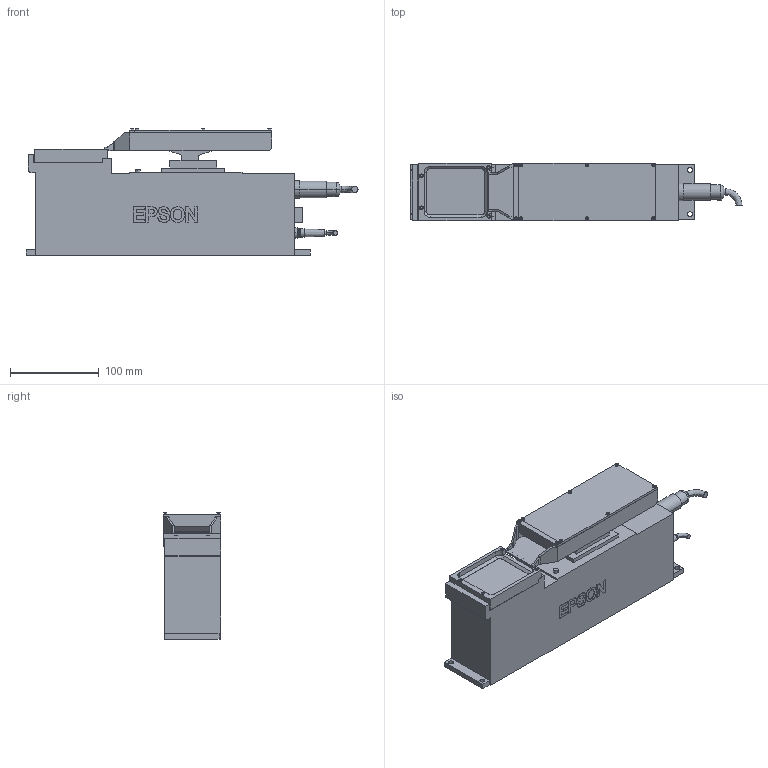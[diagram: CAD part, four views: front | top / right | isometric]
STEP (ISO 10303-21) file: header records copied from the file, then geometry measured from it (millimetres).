
FILE_DESCRIPTION (( 'STEP AP214' ), '1' );
FILE_NAME ('IF-80.STEP', '2020-09-28T22:20:34', ( '' ), ( '' ), 'SwSTEP 2.0', 'SolidWorks 2013', '' );
FILE_SCHEMA (( 'AUTOMOTIVE_DESIGN' ));
Length unit declared in the file: millimetre
Products named in the file (17): IMPORT_E7_1; IF-80_FEMALE_STRAIGHT_5P_5M_M1; NONE_AF0_1; IMPORT_E5_1; IF-80_160CM3_HOPPER_-_80_0_AF0_ASM; IMPORT_E4_1; IF-80; IMPORT_E1_1; IMPORT_E9_1; IF-80_XXX_XXX_X_AF0; IMPORT_E10_1; IMPORT_E2_AF0_1; IMPORT_E3_AF0_1; IF-80_FLAT_VIBRATING_PLATE_AF0; IMPORT_E6_1; IMPORT_E8_1; IF-80_FEMALE_STRAIGHT_3P_M8_MO
Assembly tree (16 placements, depth 3):
  IF-80
    IF-80_XXX_XXX_X_AF0
    IF-80_FEMALE_STRAIGHT_5P_5M_M1
    IF-80_FLAT_VIBRATING_PLATE_AF0
    IF-80_160CM3_HOPPER_-_80_0_AF0_ASM
      IMPORT_E6_1
      IMPORT_E1_1
      IMPORT_E10_1
      IMPORT_E2_AF0_1
      IMPORT_E5_1
      IMPORT_E4_1
      IMPORT_E9_1
      IMPORT_E7_1
      IMPORT_E8_1
      IMPORT_E3_AF0_1
      NONE_AF0_1
    IF-80_FEMALE_STRAIGHT_3P_M8_MO
Bounding box: 373.5 x 65.05 x 142.17 mm (x, y, z)
Volume: 1952278.4 mm3; surface area: 206810.9 mm2
Topology: 15 solids, 23 shells, 856 faces, 2124 edges, 1341 vertices
Faces by surface type: cylinder 314, plane 299, cone 139, bspline 102, torus 2
Entity records: 36635 total; most frequent: CARTESIAN_POINT 12530, ORIENTED_EDGE 4162, DIRECTION 3640, EDGE_CURVE 2081, VERTEX_POINT 1341, AXIS2_PLACEMENT_3D 1286, VECTOR 1068, LINE 1068
